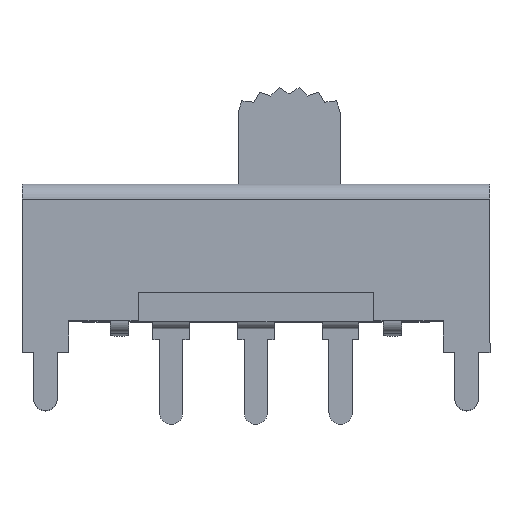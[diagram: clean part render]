
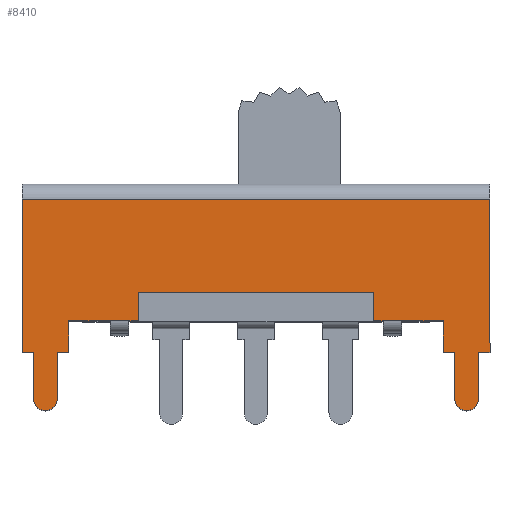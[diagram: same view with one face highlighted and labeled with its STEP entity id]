
A CAD part, top view. The second image highlights one B-rep face of the part: STEP entity #8410.
In plain terms, the highlighted planar face has unit normal (0, 0, 1).
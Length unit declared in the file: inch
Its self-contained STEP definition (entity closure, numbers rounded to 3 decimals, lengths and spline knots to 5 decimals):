
#301=CIRCLE('',#8924,0.025);
#302=CIRCLE('',#8925,0.025);
#513=FACE_OUTER_BOUND('',#915,.T.);
#915=EDGE_LOOP('',(#5916,#5917,#5918,#5919,#5920,#5921,#5922,#5923,#5924,
#5925,#5926,#5927,#5928,#5929,#5930,#5931,#5932,#5933,#5934,#5935,#5936,
#5937,#5938,#5939));
#1596=LINE('',#12514,#2571);
#1600=LINE('',#12525,#2575);
#1602=LINE('',#12529,#2577);
#1603=LINE('',#12531,#2578);
#1604=LINE('',#12533,#2579);
#1605=LINE('',#12537,#2580);
#1606=LINE('',#12539,#2581);
#1607=LINE('',#12541,#2582);
#1608=LINE('',#12543,#2583);
#1609=LINE('',#12544,#2584);
#1610=LINE('',#12546,#2585);
#1611=LINE('',#12548,#2586);
#1612=LINE('',#12550,#2587);
#1613=LINE('',#12552,#2588);
#1614=LINE('',#12553,#2589);
#1615=LINE('',#12555,#2590);
#1616=LINE('',#12557,#2591);
#1617=LINE('',#12559,#2592);
#1618=LINE('',#12561,#2593);
#1619=LINE('',#12563,#2594);
#1620=LINE('',#12567,#2595);
#1621=LINE('',#12568,#2596);
#2571=VECTOR('',#10117,0.3937);
#2575=VECTOR('',#10127,0.3937);
#2577=VECTOR('',#10131,0.3937);
#2578=VECTOR('',#10132,0.3937);
#2579=VECTOR('',#10133,0.3937);
#2580=VECTOR('',#10136,0.3937);
#2581=VECTOR('',#10137,0.3937);
#2582=VECTOR('',#10138,0.3937);
#2583=VECTOR('',#10139,0.3937);
#2584=VECTOR('',#10140,0.3937);
#2585=VECTOR('',#10141,0.3937);
#2586=VECTOR('',#10142,0.3937);
#2587=VECTOR('',#10143,0.3937);
#2588=VECTOR('',#10144,0.3937);
#2589=VECTOR('',#10145,0.3937);
#2590=VECTOR('',#10146,0.3937);
#2591=VECTOR('',#10147,0.3937);
#2592=VECTOR('',#10148,0.3937);
#2593=VECTOR('',#10149,0.3937);
#2594=VECTOR('',#10150,0.3937);
#2595=VECTOR('',#10153,0.3937);
#2596=VECTOR('',#10154,0.3937);
#3438=VERTEX_POINT('',#12262);
#3457=VERTEX_POINT('',#12305);
#3535=VERTEX_POINT('',#12511);
#3536=VERTEX_POINT('',#12513);
#3540=VERTEX_POINT('',#12523);
#3541=VERTEX_POINT('',#12528);
#3542=VERTEX_POINT('',#12530);
#3543=VERTEX_POINT('',#12532);
#3544=VERTEX_POINT('',#12534);
#3545=VERTEX_POINT('',#12536);
#3546=VERTEX_POINT('',#12538);
#3547=VERTEX_POINT('',#12540);
#3548=VERTEX_POINT('',#12542);
#3549=VERTEX_POINT('',#12545);
#3550=VERTEX_POINT('',#12547);
#3551=VERTEX_POINT('',#12549);
#3552=VERTEX_POINT('',#12551);
#3553=VERTEX_POINT('',#12554);
#3554=VERTEX_POINT('',#12556);
#3555=VERTEX_POINT('',#12558);
#3556=VERTEX_POINT('',#12560);
#3557=VERTEX_POINT('',#12562);
#3558=VERTEX_POINT('',#12564);
#3559=VERTEX_POINT('',#12566);
#4448=EDGE_CURVE('',#3536,#3535,#1596,.T.);
#4454=EDGE_CURVE('',#3540,#3535,#1600,.T.);
#4456=EDGE_CURVE('',#3540,#3541,#1602,.T.);
#4457=EDGE_CURVE('',#3541,#3542,#1603,.T.);
#4458=EDGE_CURVE('',#3542,#3543,#1604,.T.);
#4459=EDGE_CURVE('',#3544,#3543,#301,.T.);
#4460=EDGE_CURVE('',#3544,#3545,#1605,.T.);
#4461=EDGE_CURVE('',#3545,#3546,#1606,.T.);
#4462=EDGE_CURVE('',#3546,#3547,#1607,.T.);
#4463=EDGE_CURVE('',#3547,#3548,#1608,.T.);
#4464=EDGE_CURVE('',#3438,#3548,#1609,.T.);
#4465=EDGE_CURVE('',#3438,#3549,#1610,.T.);
#4466=EDGE_CURVE('',#3549,#3550,#1611,.T.);
#4467=EDGE_CURVE('',#3550,#3551,#1612,.T.);
#4468=EDGE_CURVE('',#3551,#3552,#1613,.T.);
#4469=EDGE_CURVE('',#3552,#3457,#1614,.T.);
#4470=EDGE_CURVE('',#3553,#3457,#1615,.T.);
#4471=EDGE_CURVE('',#3553,#3554,#1616,.T.);
#4472=EDGE_CURVE('',#3554,#3555,#1617,.T.);
#4473=EDGE_CURVE('',#3555,#3556,#1618,.T.);
#4474=EDGE_CURVE('',#3556,#3557,#1619,.T.);
#4475=EDGE_CURVE('',#3558,#3557,#302,.T.);
#4476=EDGE_CURVE('',#3558,#3559,#1620,.T.);
#4477=EDGE_CURVE('',#3559,#3536,#1621,.T.);
#5916=ORIENTED_EDGE('',*,*,#4454,.F.);
#5917=ORIENTED_EDGE('',*,*,#4456,.T.);
#5918=ORIENTED_EDGE('',*,*,#4457,.T.);
#5919=ORIENTED_EDGE('',*,*,#4458,.T.);
#5920=ORIENTED_EDGE('',*,*,#4459,.F.);
#5921=ORIENTED_EDGE('',*,*,#4460,.T.);
#5922=ORIENTED_EDGE('',*,*,#4461,.T.);
#5923=ORIENTED_EDGE('',*,*,#4462,.T.);
#5924=ORIENTED_EDGE('',*,*,#4463,.T.);
#5925=ORIENTED_EDGE('',*,*,#4464,.F.);
#5926=ORIENTED_EDGE('',*,*,#4465,.T.);
#5927=ORIENTED_EDGE('',*,*,#4466,.T.);
#5928=ORIENTED_EDGE('',*,*,#4467,.T.);
#5929=ORIENTED_EDGE('',*,*,#4468,.T.);
#5930=ORIENTED_EDGE('',*,*,#4469,.T.);
#5931=ORIENTED_EDGE('',*,*,#4470,.F.);
#5932=ORIENTED_EDGE('',*,*,#4471,.T.);
#5933=ORIENTED_EDGE('',*,*,#4472,.T.);
#5934=ORIENTED_EDGE('',*,*,#4473,.T.);
#5935=ORIENTED_EDGE('',*,*,#4474,.T.);
#5936=ORIENTED_EDGE('',*,*,#4475,.F.);
#5937=ORIENTED_EDGE('',*,*,#4476,.T.);
#5938=ORIENTED_EDGE('',*,*,#4477,.T.);
#5939=ORIENTED_EDGE('',*,*,#4448,.T.);
#7700=PLANE('',#8923);
#8410=ADVANCED_FACE('',(#513),#7700,.T.);
#8923=AXIS2_PLACEMENT_3D('',#12527,#10129,#10130);
#8924=AXIS2_PLACEMENT_3D('',#12535,#10134,#10135);
#8925=AXIS2_PLACEMENT_3D('',#12565,#10151,#10152);
#10117=DIRECTION('',(0.,1.,0.));
#10127=DIRECTION('',(1.,0.,0.));
#10129=DIRECTION('center_axis',(0.,0.,1.));
#10130=DIRECTION('ref_axis',(1.,0.,0.));
#10131=DIRECTION('',(0.,-1.,0.));
#10132=DIRECTION('',(1.,0.,0.));
#10133=DIRECTION('',(0.,-1.,0.));
#10134=DIRECTION('center_axis',(0.,0.,-1.));
#10135=DIRECTION('ref_axis',(-0.707,-0.707,0.));
#10136=DIRECTION('',(0.,1.,0.));
#10137=DIRECTION('',(1.,0.,0.));
#10138=DIRECTION('',(0.,1.,0.));
#10139=DIRECTION('',(1.,0.,0.));
#10140=DIRECTION('',(-1.,0.,0.));
#10141=DIRECTION('',(1.,0.,0.));
#10142=DIRECTION('',(0.,1.,0.));
#10143=DIRECTION('',(1.,0.,0.));
#10144=DIRECTION('',(0.,-1.,0.));
#10145=DIRECTION('',(1.,0.,0.));
#10146=DIRECTION('',(-1.,0.,0.));
#10147=DIRECTION('',(1.,0.,0.));
#10148=DIRECTION('',(0.,-1.,0.));
#10149=DIRECTION('',(1.,0.,0.));
#10150=DIRECTION('',(0.,-1.,0.));
#10151=DIRECTION('center_axis',(0.,0.,-1.));
#10152=DIRECTION('ref_axis',(-0.707,-0.707,0.));
#10153=DIRECTION('',(0.,1.,0.));
#10154=DIRECTION('',(1.,0.,0.));
#12262=CARTESIAN_POINT('',(-0.44081,0.102,0.09464));
#12305=CARTESIAN_POINT('',(0.10219,0.102,0.09464));
#12511=CARTESIAN_POINT('',(0.33069,0.362,0.09464));
#12513=CARTESIAN_POINT('',(0.33069,0.035,0.09464));
#12514=CARTESIAN_POINT('',(0.33069,0.394,0.09464));
#12523=CARTESIAN_POINT('',(-0.66931,0.362,0.09464));
#12525=CARTESIAN_POINT('',(-0.16931,0.362,0.09464));
#12527=CARTESIAN_POINT('Origin',(-0.16931,-0.09,
0.09464));
#12528=CARTESIAN_POINT('',(-0.66931,0.035,0.09464));
#12529=CARTESIAN_POINT('',(-0.66931,0.394,0.09464));
#12530=CARTESIAN_POINT('',(-0.64431,0.035,0.09464));
#12531=CARTESIAN_POINT('',(-0.40681,0.035,0.09464));
#12532=CARTESIAN_POINT('',(-0.64431,-0.065,0.09464));
#12533=CARTESIAN_POINT('',(-0.64431,-0.09,0.09464));
#12534=CARTESIAN_POINT('',(-0.59431,-0.065,0.09464));
#12535=CARTESIAN_POINT('Origin',(-0.61931,-0.065,
0.09464));
#12536=CARTESIAN_POINT('',(-0.59431,0.035,0.09464));
#12537=CARTESIAN_POINT('',(-0.59431,-0.0275,0.09464));
#12538=CARTESIAN_POINT('',(-0.56931,0.035,0.09464));
#12539=CARTESIAN_POINT('',(-0.36931,0.035,0.09464));
#12540=CARTESIAN_POINT('',(-0.56931,0.102,0.09464));
#12541=CARTESIAN_POINT('',(-0.56931,0.006,0.09464));
#12542=CARTESIAN_POINT('',(-0.48081,0.102,0.09464));
#12543=CARTESIAN_POINT('',(-0.32506,0.102,0.09464));
#12544=CARTESIAN_POINT('',(-0.16931,0.102,0.09464));
#12545=CARTESIAN_POINT('',(-0.42081,0.102,0.09464));
#12546=CARTESIAN_POINT('',(-0.29506,0.102,0.09464));
#12547=CARTESIAN_POINT('',(-0.42081,0.162,0.09464));
#12548=CARTESIAN_POINT('',(-0.42081,0.036,0.09464));
#12549=CARTESIAN_POINT('',(0.08219,0.162,0.09464));
#12550=CARTESIAN_POINT('',(-0.04356,0.162,0.09464));
#12551=CARTESIAN_POINT('',(0.08219,0.102,0.09464));
#12552=CARTESIAN_POINT('',(0.08219,0.006,0.09464));
#12553=CARTESIAN_POINT('',(-0.03356,0.102,0.09464));
#12554=CARTESIAN_POINT('',(0.14219,0.102,0.09464));
#12555=CARTESIAN_POINT('',(-0.16931,0.102,0.09464));
#12556=CARTESIAN_POINT('',(0.23069,0.102,0.09464));
#12557=CARTESIAN_POINT('',(0.03069,0.102,0.09464));
#12558=CARTESIAN_POINT('',(0.23069,0.035,0.09464));
#12559=CARTESIAN_POINT('',(0.23069,-0.0275,0.09464));
#12560=CARTESIAN_POINT('',(0.25569,0.035,0.09464));
#12561=CARTESIAN_POINT('',(0.04319,0.035,0.09464));
#12562=CARTESIAN_POINT('',(0.25569,-0.065,0.09464));
#12563=CARTESIAN_POINT('',(0.25569,-0.09,0.09464));
#12564=CARTESIAN_POINT('',(0.30569,-0.065,0.09464));
#12565=CARTESIAN_POINT('Origin',(0.28069,-0.065,
0.09464));
#12566=CARTESIAN_POINT('',(0.30569,0.035,0.09464));
#12567=CARTESIAN_POINT('',(0.30569,-0.0275,0.09464));
#12568=CARTESIAN_POINT('',(0.08069,0.035,0.09464));
